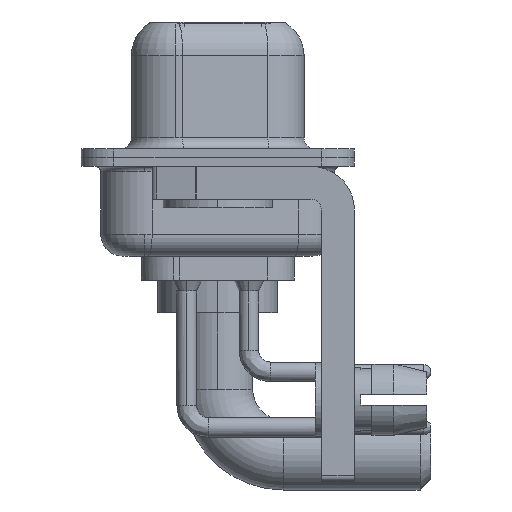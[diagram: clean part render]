
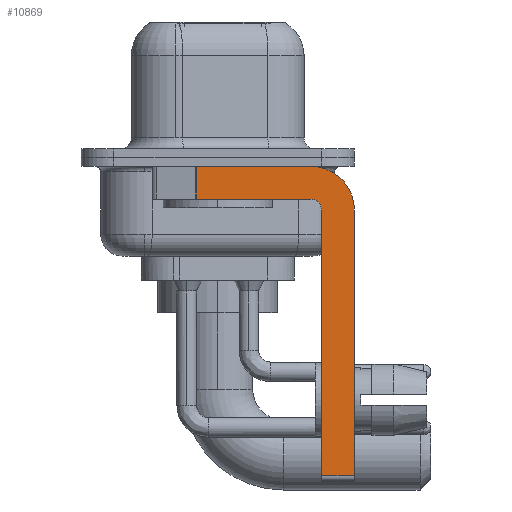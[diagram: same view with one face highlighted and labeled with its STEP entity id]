
A CAD part, left-side view. The second image highlights one B-rep face of the part: STEP entity #10869.
In plain terms, the highlighted planar face has unit normal (-1, 0, 0).
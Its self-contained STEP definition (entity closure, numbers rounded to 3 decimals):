
#16 = VECTOR ( 'NONE', #12862, 1000. ) ;
#172 = VERTEX_POINT ( 'NONE', #23905 ) ;
#415 = ORIENTED_EDGE ( 'NONE', *, *, #13218, .F. ) ;
#922 = AXIS2_PLACEMENT_3D ( 'NONE', #8520, #23959, #20639 ) ;
#1185 = LINE ( 'NONE', #8900, #23261 ) ;
#1200 = FACE_OUTER_BOUND ( 'NONE', #8692, .T. ) ;
#1726 = CARTESIAN_POINT ( 'NONE',  ( -2.9, -6.25, -2.4 ) ) ;
#2307 = DIRECTION ( 'NONE',  ( 0., 0., 1. ) ) ;
#2621 = CARTESIAN_POINT ( 'NONE',  ( -2.9, -4.25, -14.55 ) ) ;
#3103 = VERTEX_POINT ( 'NONE', #3942 ) ;
#3942 = CARTESIAN_POINT ( 'NONE',  ( -2.9, 0.978, -1.9 ) ) ;
#4444 = EDGE_CURVE ( 'NONE', #172, #4588, #7529, .T. ) ;
#4588 = VERTEX_POINT ( 'NONE', #21048 ) ;
#4749 = ORIENTED_EDGE ( 'NONE', *, *, #16389, .T. ) ;
#4835 = EDGE_CURVE ( 'NONE', #15934, #20910, #11029, .T. ) ;
#4978 = DIRECTION ( 'NONE',  ( 1., 0., 0. ) ) ;
#5096 = DIRECTION ( 'NONE',  ( 0., 0., -1. ) ) ;
#5326 = VERTEX_POINT ( 'NONE', #12917 ) ;
#5805 = CARTESIAN_POINT ( 'NONE',  ( -2.9, -4.25, -1.9 ) ) ;
#5835 = VERTEX_POINT ( 'NONE', #1726 ) ;
#5928 = EDGE_CURVE ( 'NONE', #5835, #17182, #15125, .T. ) ;
#6736 = DIRECTION ( 'NONE',  ( 0., -1., 0. ) ) ;
#6929 = LINE ( 'NONE', #2621, #9107 ) ;
#7375 = ORIENTED_EDGE ( 'NONE', *, *, #4835, .F. ) ;
#7529 = LINE ( 'NONE', #22951, #16 ) ;
#7850 = CARTESIAN_POINT ( 'NONE',  ( -2.9, -6.25, -14.55 ) ) ;
#7892 = EDGE_CURVE ( 'NONE', #20910, #5835, #22319, .T. ) ;
#8061 = CARTESIAN_POINT ( 'NONE',  ( -2.9, -4.25, -0.4 ) ) ;
#8131 = ORIENTED_EDGE ( 'NONE', *, *, #5928, .F. ) ;
#8520 = CARTESIAN_POINT ( 'NONE',  ( -2.9, -4.25, -2.4 ) ) ;
#8692 = EDGE_LOOP ( 'NONE', ( #7375, #18411, #415, #14273, #10999, #4749, #8131, #22496 ) ) ;
#8900 = CARTESIAN_POINT ( 'NONE',  ( -2.9, 0.978, -1.9 ) ) ;
#8966 = VECTOR ( 'NONE', #11723, 1000. ) ;
#9107 = VECTOR ( 'NONE', #12520, 1000. ) ;
#10833 = CIRCLE ( 'NONE', #21731, 0.5 ) ;
#10869 = ADVANCED_FACE ( 'NONE', ( #1200 ), #16748, .F. ) ;
#10999 = ORIENTED_EDGE ( 'NONE', *, *, #4444, .F. ) ;
#11029 = LINE ( 'NONE', #18728, #21020 ) ;
#11154 = AXIS2_PLACEMENT_3D ( 'NONE', #24238, #4978, #5096 ) ;
#11723 = DIRECTION ( 'NONE',  ( 0., 0., -1. ) ) ;
#11939 = CARTESIAN_POINT ( 'NONE',  ( -2.9, 0.978, -0.4 ) ) ;
#12520 = DIRECTION ( 'NONE',  ( 0., -1., 0. ) ) ;
#12862 = DIRECTION ( 'NONE',  ( 0., 0., 1. ) ) ;
#12917 = CARTESIAN_POINT ( 'NONE',  ( -2.9, -4.25, -1.9 ) ) ;
#13218 = EDGE_CURVE ( 'NONE', #5326, #3103, #13675, .T. ) ;
#13675 = LINE ( 'NONE', #5805, #18092 ) ;
#14097 = CARTESIAN_POINT ( 'NONE',  ( -2.9, -4.25, -2.4 ) ) ;
#14273 = ORIENTED_EDGE ( 'NONE', *, *, #20253, .F. ) ;
#15125 = LINE ( 'NONE', #21306, #8966 ) ;
#15934 = VERTEX_POINT ( 'NONE', #11939 ) ;
#16389 = EDGE_CURVE ( 'NONE', #172, #17182, #6929, .T. ) ;
#16618 = DIRECTION ( 'NONE',  ( 0., 0., -1. ) ) ;
#16748 = PLANE ( 'NONE',  #11154 ) ;
#16783 = EDGE_CURVE ( 'NONE', #15934, #3103, #1185, .T. ) ;
#17182 = VERTEX_POINT ( 'NONE', #7850 ) ;
#18092 = VECTOR ( 'NONE', #19209, 1000. ) ;
#18411 = ORIENTED_EDGE ( 'NONE', *, *, #16783, .T. ) ;
#18728 = CARTESIAN_POINT ( 'NONE',  ( -2.9, 3., -0.4 ) ) ;
#19209 = DIRECTION ( 'NONE',  ( 0., 1., 0. ) ) ;
#20253 = EDGE_CURVE ( 'NONE', #4588, #5326, #10833, .T. ) ;
#20639 = DIRECTION ( 'NONE',  ( 0., 0., -1. ) ) ;
#20910 = VERTEX_POINT ( 'NONE', #8061 ) ;
#21020 = VECTOR ( 'NONE', #6736, 1000. ) ;
#21048 = CARTESIAN_POINT ( 'NONE',  ( -2.9, -4.75, -2.4 ) ) ;
#21306 = CARTESIAN_POINT ( 'NONE',  ( -2.9, -6.25, -2.4 ) ) ;
#21731 = AXIS2_PLACEMENT_3D ( 'NONE', #14097, #21787, #2307 ) ;
#21787 = DIRECTION ( 'NONE',  ( -1., 0., 0. ) ) ;
#22319 = CIRCLE ( 'NONE', #922, 2. ) ;
#22496 = ORIENTED_EDGE ( 'NONE', *, *, #7892, .F. ) ;
#22951 = CARTESIAN_POINT ( 'NONE',  ( -2.9, -4.75, -14.8 ) ) ;
#23261 = VECTOR ( 'NONE', #16618, 1000. ) ;
#23905 = CARTESIAN_POINT ( 'NONE',  ( -2.9, -4.75, -14.55 ) ) ;
#23959 = DIRECTION ( 'NONE',  ( 1., 0., 0. ) ) ;
#24238 = CARTESIAN_POINT ( 'NONE',  ( -2.9, -4.25, -2.4 ) ) ;
